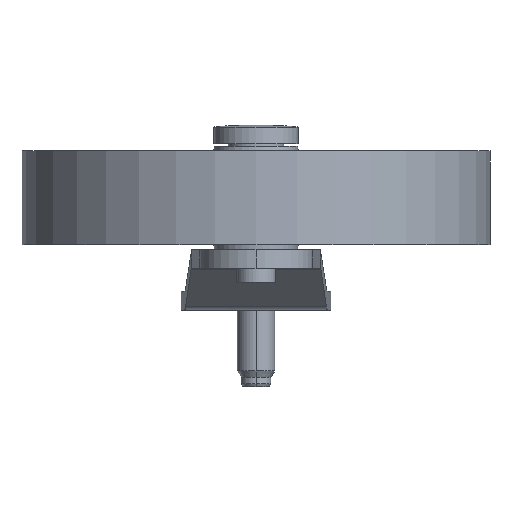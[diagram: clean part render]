
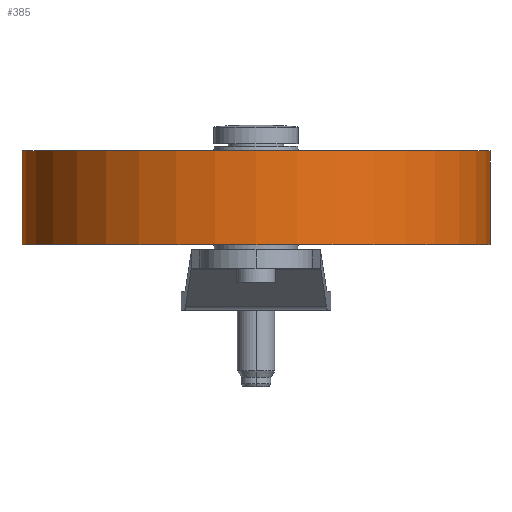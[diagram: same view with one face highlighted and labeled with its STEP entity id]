
A CAD part, left-side view. The second image highlights one B-rep face of the part: STEP entity #385.
In plain terms, the highlighted cylindrical face has radius 25 mm (diameter 50 mm), a partial arc.
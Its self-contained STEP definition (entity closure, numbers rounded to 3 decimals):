
#385=ADVANCED_FACE('',(#1320),#1321,.T.);
#1320=FACE_OUTER_BOUND('',#2597,.T.);
#1321=CYLINDRICAL_SURFACE('',#2598,25.0);
#2597=EDGE_LOOP('',(#6274,#6275,#6276,#6277));
#2598=AXIS2_PLACEMENT_3D('',#6278,#6279,#6280);
#6274=ORIENTED_EDGE('',*,*,#9888,.T.);
#6275=ORIENTED_EDGE('',*,*,#9889,.F.);
#6276=ORIENTED_EDGE('',*,*,#9886,.F.);
#6277=ORIENTED_EDGE('',*,*,#9838,.T.);
#6278=CARTESIAN_POINT('',(-33.0,0.0,7.0));
#6279=DIRECTION('',(0.0,-0.0,-1.0));
#6280=DIRECTION('',(0.0,-1.0,0.0));
#9838=EDGE_CURVE('',#12215,#12216,#12217,.T.);
#9886=EDGE_CURVE('',#12215,#12297,#12298,.T.);
#9888=EDGE_CURVE('',#12216,#12299,#12301,.T.);
#9889=EDGE_CURVE('',#12297,#12299,#12302,.T.);
#12215=VERTEX_POINT('',#16355);
#12216=VERTEX_POINT('',#16356);
#12217=CIRCLE('',#16357,25.0);
#12297=VERTEX_POINT('',#16461);
#12298=LINE('',#16462,#16463);
#12299=VERTEX_POINT('',#16464);
#12301=LINE('',#16466,#16467);
#12302=CIRCLE('',#16468,25.0);
#16355=CARTESIAN_POINT('',(-33.0,25.0,7.0));
#16356=CARTESIAN_POINT('',(-33.0,-25.0,7.0));
#16357=AXIS2_PLACEMENT_3D('',#20062,#20063,#20064);
#16461=CARTESIAN_POINT('',(-33.0,25.0,17.0));
#16462=CARTESIAN_POINT('',(-33.0,25.0,7.0));
#16463=VECTOR('',#20158,10.0);
#16464=CARTESIAN_POINT('',(-33.0,-25.0,17.0));
#16466=CARTESIAN_POINT('',(-33.0,-25.0,7.0));
#16467=VECTOR('',#20162,10.0);
#16468=AXIS2_PLACEMENT_3D('',#20163,#20164,#20165);
#20062=CARTESIAN_POINT('',(-33.0,0.0,7.0));
#20063=DIRECTION('',(0.0,-0.0,1.0));
#20064=DIRECTION('',(0.0,1.0,0.0));
#20158=DIRECTION('',(0.0,0.0,1.0));
#20162=DIRECTION('',(0.0,0.0,1.0));
#20163=CARTESIAN_POINT('',(-33.0,0.0,17.0));
#20164=DIRECTION('',(0.0,-0.0,1.0));
#20165=DIRECTION('',(0.0,1.0,0.0));
